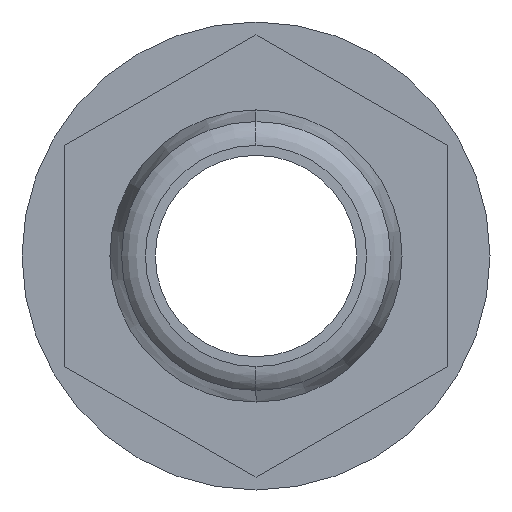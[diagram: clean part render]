
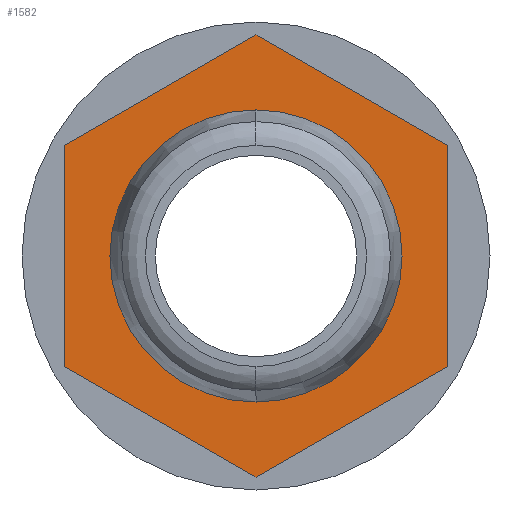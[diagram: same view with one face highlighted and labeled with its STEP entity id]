
A CAD part, left-side view. The second image highlights one B-rep face of the part: STEP entity #1582.
In plain terms, the highlighted planar face has unit normal (-1, 0, 0).
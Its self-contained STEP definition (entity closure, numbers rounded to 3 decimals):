
#1440 = EDGE_CURVE ( 'NONE', #2476, #2475, #1874, .T. ) ;
#1527 = EDGE_CURVE ( 'NONE', #2475, #2476, #2710, .T. ) ;
#1528 = EDGE_CURVE ( 'NONE', #2408, #2409, #3138, .T. ) ;
#1529 = EDGE_CURVE ( 'NONE', #2415, #2408, #3144, .T. ) ;
#1530 = EDGE_CURVE ( 'NONE', #2407, #2415, #3143, .T. ) ;
#1531 = EDGE_CURVE ( 'NONE', #2411, #2407, #3148, .T. ) ;
#1532 = EDGE_CURVE ( 'NONE', #2412, #2411, #3151, .T. ) ;
#1533 = EDGE_CURVE ( 'NONE', #2409, #2412, #3154, .T. ) ;
#1582 = ADVANCED_FACE ( 'NONE', ( #3717, #3718 ), #3719, .F. ) ;
#1649 = CARTESIAN_POINT ( 'NONE',  ( 37.8, -6.4, -7.794 ) ) ;
#1667 = CARTESIAN_POINT ( 'NONE',  ( 37.8, 7.1, 15.588 ) ) ;
#1668 = CARTESIAN_POINT ( 'NONE',  ( 37.8, 7.1, -15.588 ) ) ;
#1670 = CARTESIAN_POINT ( 'NONE',  ( 37.8, 20.6, 7.794 ) ) ;
#1671 = CARTESIAN_POINT ( 'NONE',  ( 37.8, 20.6, -7.794 ) ) ;
#1674 = CARTESIAN_POINT ( 'NONE',  ( 37.8, -6.4, 7.794 ) ) ;
#1715 = CARTESIAN_POINT ( 'NONE',  ( 37.8, 7.1, -10.3 ) ) ;
#1716 = CARTESIAN_POINT ( 'NONE',  ( 37.8, 7.1, 10.3 ) ) ;
#1874 = CIRCLE ( 'NONE', #1879, 10.3 ) ;
#1879 = AXIS2_PLACEMENT_3D ( 'NONE', #2773, #2774, #2775 ) ;
#1955 = EDGE_LOOP ( 'NONE', ( #2201, #2202 ) ) ;
#1959 = EDGE_LOOP ( 'NONE', ( #2203, #2204, #2205, #2206, #2207, #2208 ) ) ;
#2201 = ORIENTED_EDGE ( 'NONE', *, *, #1440, .F. ) ;
#2202 = ORIENTED_EDGE ( 'NONE', *, *, #1527, .F. ) ;
#2203 = ORIENTED_EDGE ( 'NONE', *, *, #1528, .F. ) ;
#2204 = ORIENTED_EDGE ( 'NONE', *, *, #1529, .F. ) ;
#2205 = ORIENTED_EDGE ( 'NONE', *, *, #1530, .F. ) ;
#2206 = ORIENTED_EDGE ( 'NONE', *, *, #1531, .F. ) ;
#2207 = ORIENTED_EDGE ( 'NONE', *, *, #1532, .F. ) ;
#2208 = ORIENTED_EDGE ( 'NONE', *, *, #1533, .F. ) ;
#2407 = VERTEX_POINT ( 'NONE', #1667 ) ;
#2408 = VERTEX_POINT ( 'NONE', #1649 ) ;
#2409 = VERTEX_POINT ( 'NONE', #1668 ) ;
#2411 = VERTEX_POINT ( 'NONE', #1670 ) ;
#2412 = VERTEX_POINT ( 'NONE', #1671 ) ;
#2415 = VERTEX_POINT ( 'NONE', #1674 ) ;
#2475 = VERTEX_POINT ( 'NONE', #1715 ) ;
#2476 = VERTEX_POINT ( 'NONE', #1716 ) ;
#2674 = VECTOR ( 'NONE', #3152, 1000. ) ;
#2704 = VECTOR ( 'NONE', #3161, 1000. ) ;
#2705 = VECTOR ( 'NONE', #3163, 1000. ) ;
#2706 = VECTOR ( 'NONE', #3158, 1000. ) ;
#2707 = AXIS2_PLACEMENT_3D ( 'NONE', #3145, #3146, #3147 ) ;
#2708 = VECTOR ( 'NONE', #3155, 1000. ) ;
#2709 = VECTOR ( 'NONE', #3149, 1000. ) ;
#2710 = CIRCLE ( 'NONE', #2707, 10.3 ) ;
#2773 = CARTESIAN_POINT ( 'NONE',  ( 37.8, 7.1, 0. ) ) ;
#2774 = DIRECTION ( 'NONE',  ( -1., 0., 0. ) ) ;
#2775 = DIRECTION ( 'NONE',  ( 0., 0., -1. ) ) ;
#3138 = LINE ( 'NONE', #3139, #2709 ) ;
#3139 = CARTESIAN_POINT ( 'NONE',  ( 37.8, -6.4, -7.794 ) ) ;
#3143 = LINE ( 'NONE', #3153, #2708 ) ;
#3144 = LINE ( 'NONE', #3150, #2674 ) ;
#3145 = CARTESIAN_POINT ( 'NONE',  ( 37.8, 7.1, 0. ) ) ;
#3146 = DIRECTION ( 'NONE',  ( -1., 0., 0. ) ) ;
#3147 = DIRECTION ( 'NONE',  ( 0., 0., -1. ) ) ;
#3148 = LINE ( 'NONE', #3156, #2706 ) ;
#3149 = DIRECTION ( 'NONE',  ( 0., 0.866, -0.5 ) ) ;
#3150 = CARTESIAN_POINT ( 'NONE',  ( 37.8, -6.4, 7.794 ) ) ;
#3151 = LINE ( 'NONE', #3159, #2704 ) ;
#3152 = DIRECTION ( 'NONE',  ( 0., 0., -1. ) ) ;
#3153 = CARTESIAN_POINT ( 'NONE',  ( 37.8, 7.1, 15.588 ) ) ;
#3154 = LINE ( 'NONE', #3162, #2705 ) ;
#3155 = DIRECTION ( 'NONE',  ( 0., -0.866, -0.5 ) ) ;
#3156 = CARTESIAN_POINT ( 'NONE',  ( 37.8, 20.6, 7.794 ) ) ;
#3158 = DIRECTION ( 'NONE',  ( 0., -0.866, 0.5 ) ) ;
#3159 = CARTESIAN_POINT ( 'NONE',  ( 37.8, 20.6, -7.794 ) ) ;
#3161 = DIRECTION ( 'NONE',  ( 0., 0., 1. ) ) ;
#3162 = CARTESIAN_POINT ( 'NONE',  ( 37.8, 7.1, -15.588 ) ) ;
#3163 = DIRECTION ( 'NONE',  ( 0., 0.866, 0.5 ) ) ;
#3713 = CARTESIAN_POINT ( 'NONE',  ( 37.8, 7.1, -15.588 ) ) ;
#3717 = FACE_BOUND ( 'NONE', #1955, .T. ) ;
#3718 = FACE_OUTER_BOUND ( 'NONE', #1959, .T. ) ;
#3719 = PLANE ( 'NONE',  #3841 ) ;
#3721 = DIRECTION ( 'NONE',  ( 1., 0., 0. ) ) ;
#3722 = DIRECTION ( 'NONE',  ( 0., 0., -1. ) ) ;
#3841 = AXIS2_PLACEMENT_3D ( 'NONE', #3713, #3721, #3722 ) ;
